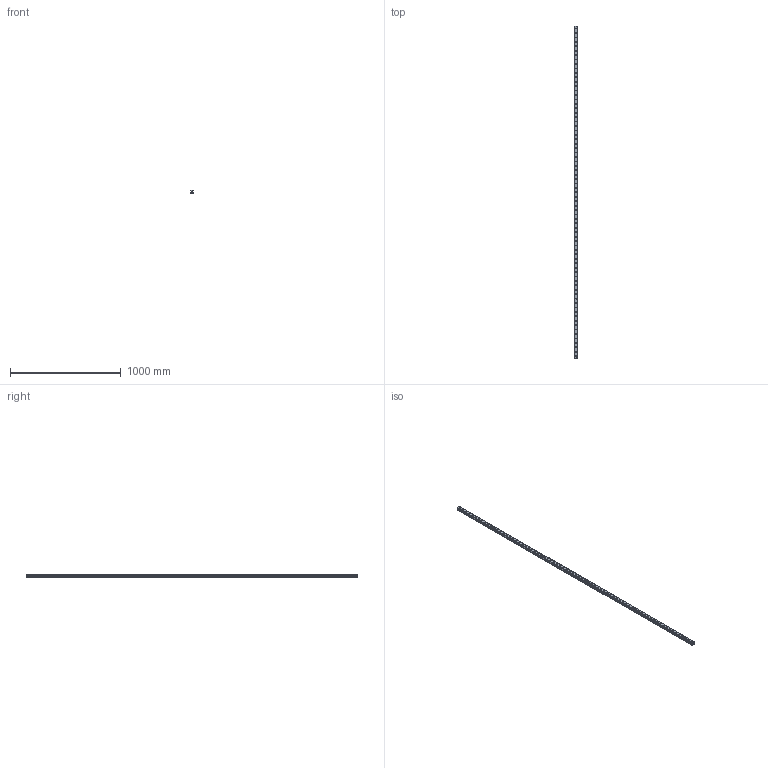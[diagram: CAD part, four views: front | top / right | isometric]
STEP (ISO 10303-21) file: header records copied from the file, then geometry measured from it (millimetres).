
FILE_DESCRIPTION(('STEP AP214'),'1');
FILE_NAME('cctmp_A70AA859-0E43-47F4-A64D-9F73CD585EE8_2021_03_11_14_44_38_0670..stp','2021-03-11T13:44:39',('HIWIN GmbH'),('CADClick - www.CADClick.com'),'Spatial InterOp 3D',' ','unknown authorization');
FILE_SCHEMA(('AUTOMOTIVE_DESIGN'));
Length unit declared in the file: millimetre
Products named in the file (1): RGR30R3000H_FILE
Bounding box: 28 x 3000 x 28 mm (x, y, z)
Volume: 1721591.9 mm3; surface area: 444952.4 mm2
Topology: 1 solids, 1 shells, 790 faces, 1677 edges, 1118 vertices
Faces by surface type: cylinder 468, plane 322
Entity records: 28041 total; most frequent: DIRECTION 4195, CARTESIAN_POINT 3586, ORIENTED_EDGE 3354, AXIS2_PLACEMENT_3D 1727, EDGE_CURVE 1677, VERTEX_POINT 1118, EDGE_LOOP 1019, CIRCLE 936
